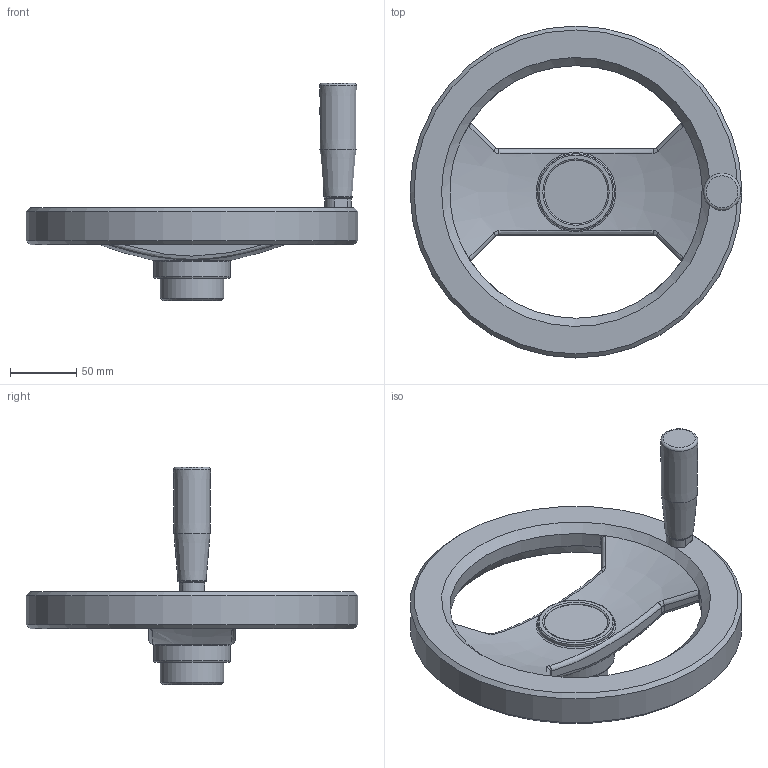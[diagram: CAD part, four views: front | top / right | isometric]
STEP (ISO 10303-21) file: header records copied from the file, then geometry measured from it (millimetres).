
FILE_DESCRIPTION( ( 'Unknown' ), '1' );
FILE_NAME( '6107020_VR2_250-M.stp', 'Unknown', ( 'Unknown' ), ( 'Unknown' ), 'PSStep 10.0', 'Unknown', ' ' );
FILE_SCHEMA( ( 'automotive_design' ) );
Length unit declared in the file: millimetre
Products named in the file (2): 6107020
Bounding box: 250 x 250 x 163.9 mm (x, y, z)
Volume: 827655.6 mm3; surface area: 121849 mm2
Topology: 2 solids, 4 shells, 121 faces, 267 edges, 159 vertices
Faces by surface type: bspline 34, plane 31, cylinder 28, cone 19, torus 9
Full cylindrical faces by diameter (mm): 8 x1, 8.3 x1, 8.376 x2, 9 x1, 10 x1, 10.6 x1, 13 x1, 14 x1, 14.5 x1, 38 x1, 48 x2, 57.7 x1, 58 x1, 250 x1
Entity records: 9114 total; most frequent: CARTESIAN_POINT 5952, ORIENTED_EDGE 418, DIRECTION 412, EDGE_CURVE 209, AXIS2_PLACEMENT_3D 192, EDGE_LOOP 172, FACE_OUTER_BOUND 144, VERTEX_POINT 142
